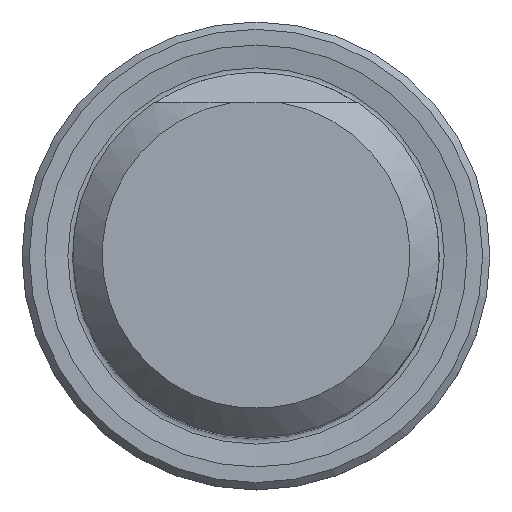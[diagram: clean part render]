
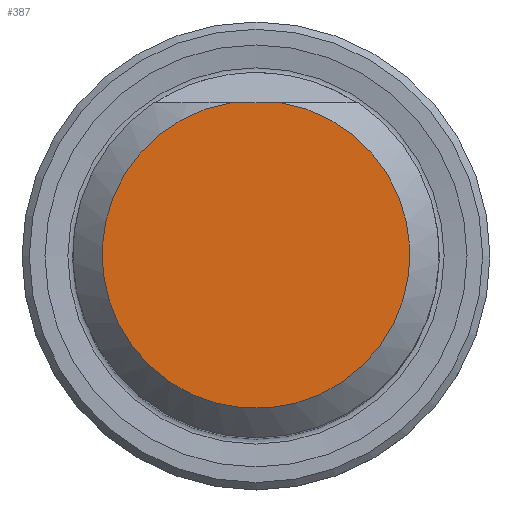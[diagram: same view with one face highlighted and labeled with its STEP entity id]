
A CAD part, top view. The second image highlights one B-rep face of the part: STEP entity #387.
In plain terms, the highlighted planar face has unit normal (0, 0, 1).
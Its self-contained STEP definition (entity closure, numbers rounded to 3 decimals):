
#258=PLANE('',#5888);
#387=ADVANCED_FACE('',(#829),#258,.T.);
#829=FACE_OUTER_BOUND('',#1131,.T.);
#1131=EDGE_LOOP('',(#2615,#2616));
#1685=LINE('',#8515,#2009);
#2009=VECTOR('',#6646,1.);
#2321=CIRCLE('',#5887,10.492);
#2615=ORIENTED_EDGE('',*,*,#4889,.F.);
#2616=ORIENTED_EDGE('',*,*,#4890,.T.);
#4294=VERTEX_POINT('',#8516);
#4295=VERTEX_POINT('',#8517);
#4889=EDGE_CURVE('',#4294,#4295,#1685,.T.);
#4890=EDGE_CURVE('',#4294,#4295,#2321,.T.);
#5887=AXIS2_PLACEMENT_3D('',#8518,#6647,#6648);
#5888=AXIS2_PLACEMENT_3D('',#8519,#6649,#6650);
#6646=DIRECTION('',(1.,0.,0.));
#6647=DIRECTION('',(0.,0.,1.));
#6648=DIRECTION('',(0.,-1.,0.));
#6649=DIRECTION('',(0.,0.,1.));
#6650=DIRECTION('',(0.,-1.,0.));
#8515=CARTESIAN_POINT('',(0.,10.358,56.));
#8516=CARTESIAN_POINT('',(-1.668,10.358,56.));
#8517=CARTESIAN_POINT('',(1.668,10.358,56.));
#8518=CARTESIAN_POINT('',(0.,0.,56.));
#8519=CARTESIAN_POINT('',(0.,0.,56.));
